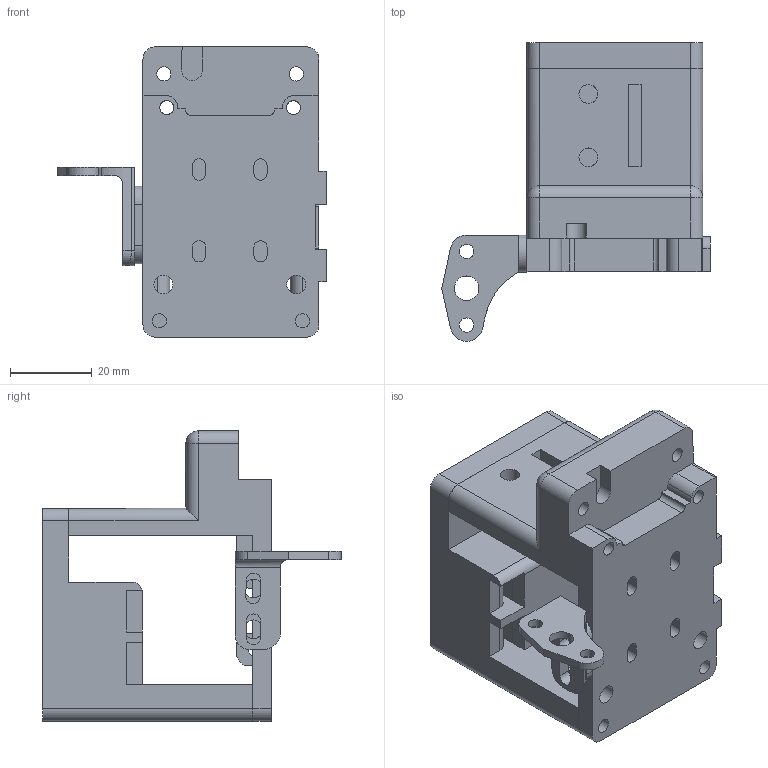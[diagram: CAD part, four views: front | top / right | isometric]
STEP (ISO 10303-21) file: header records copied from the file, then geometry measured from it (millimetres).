
FILE_DESCRIPTION(/* description */ (''),/* implementation_level */ '2;1');
FILE_NAME(/* name */ 'reborn VAB adapter v1.step',/* time_stamp */ '2022-01-06T09:24:15+03:00',/* author */ (''),/* organization */ (''),/* preprocessor_version */ 'ST-DEVELOPER v18.1',/* originating_system */ 'Autodesk Translation Framework v10.10.0.1391',/* authorisation */ '');
FILE_SCHEMA (('AUTOMOTIVE_DESIGN { 1 0 10303 214 3 1 1 }'));
Length unit declared in the file: millimetre
Products named in the file (1): reborn VAB adapter
Bounding box: 65.69 x 73.07 x 71 mm (x, y, z)
Volume: 81385.9 mm3; surface area: 28846.9 mm2
Topology: 3 solids, 3 shells, 195 faces, 557 edges, 367 vertices
Faces by surface type: plane 115, cylinder 76, sphere 2, bspline 1, torus 1
Full cylindrical faces by diameter (mm): 3.42 x2, 3.5 x8, 4.6 x14, 6 x1
Entity records: 6568 total; most frequent: CARTESIAN_POINT 1162, ORIENTED_EDGE 1114, DIRECTION 1112, EDGE_CURVE 557, LINE 384, VECTOR 384, VERTEX_POINT 367, AXIS2_PLACEMENT_3D 364
